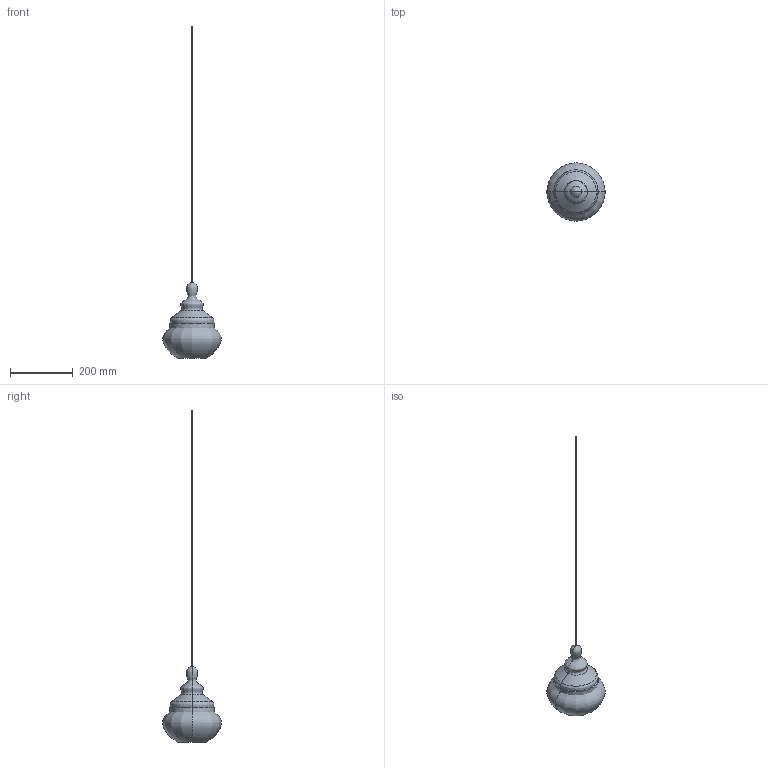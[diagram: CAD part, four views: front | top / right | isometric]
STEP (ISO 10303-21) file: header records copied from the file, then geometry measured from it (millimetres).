
FILE_DESCRIPTION(/* description */ (''),/* implementation_level */ '2;1');
FILE_NAME(/* name */ 'ADONE 1744.14',/* time_stamp */ '2023-03-14T18:07:32+01:00',/* author */ (''),/* organization */ (''),/* preprocessor_version */ 'ST-DEVELOPER v16.5',/* originating_system */ 'Rhino 7.15',/* authorisation */ '');
FILE_SCHEMA (('CONFIG_CONTROL_DESIGN'));
Length unit declared in the file: millimetre
Products named in the file (1): Document
Bounding box: 187.54 x 187.59 x 1060.22 mm (x, y, z)
Volume: 2710.8 mm3; surface area: 132461.4 mm2
Topology: 1 solids, 4 shells, 20 faces, 48 edges, 32 vertices
Faces by surface type: bspline 14, cylinder 4, plane 2
Entity records: 3461 total; most frequent: CARTESIAN_POINT 3130, ORIENTED_EDGE 72, EDGE_CURVE 40, VERTEX_POINT 24, ADVANCED_FACE 20, FACE_OUTER_BOUND 20, EDGE_LOOP 20, DIRECTION 14
